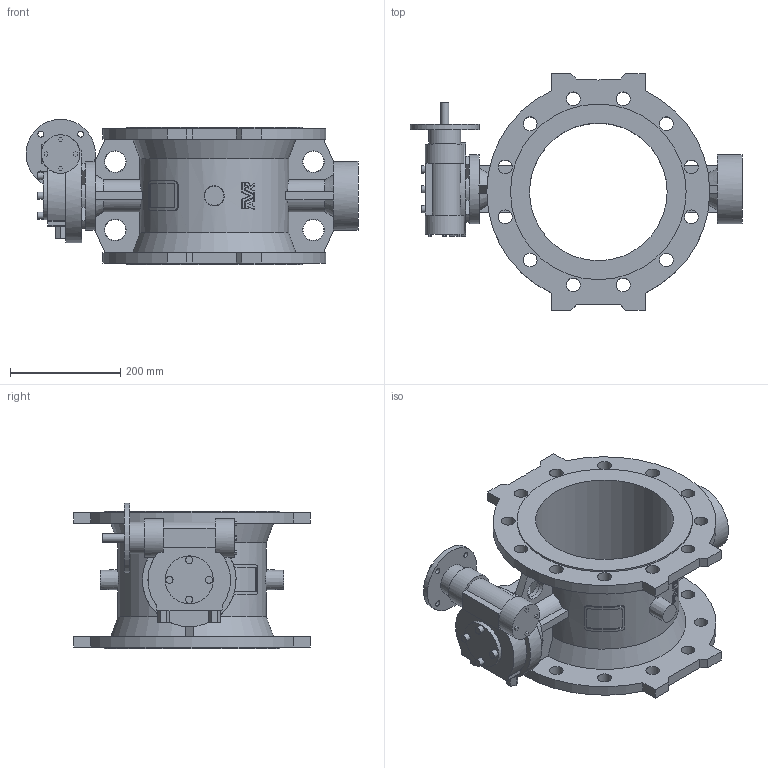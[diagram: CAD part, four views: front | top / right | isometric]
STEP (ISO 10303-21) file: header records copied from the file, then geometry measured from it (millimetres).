
FILE_DESCRIPTION (( 'STEP AP203' ), '1' );
FILE_NAME ('O_756_102_DN250_0XX_AA0_step.step', '2016-03-09T10:44:24', ( 'Windows User' ), ( 'AVK' ), 'SwSTEP 2.0', 'SolidWorks 2012', '' );
FILE_SCHEMA (( 'CONFIG_CONTROL_DESIGN' ));
Length unit declared in the file: millimetre
Products named in the file (1): O_756_102_DN250_0XX_AA0_step
Bounding box: 603 x 430 x 264 mm (x, y, z)
Volume: 8818957.5 mm3; surface area: 1011433.7 mm2
Topology: 1 solids, 1 shells, 427 faces, 1203 edges, 807 vertices
Faces by surface type: plane 236, bspline 86, cylinder 83, cone 22
Full cylindrical faces by diameter (mm): 10.5 x4, 13 x4, 15 x1, 25 x24, 58 x1, 70 x2, 87 x1, 125 x2, 126 x1, 170 x1, 250 x1, 319 x2
Entity records: 17756 total; most frequent: CARTESIAN_POINT 7566, ORIENTED_EDGE 2220, DIRECTION 1730, EDGE_CURVE 1110, VERTEX_POINT 768, LINE 616, VECTOR 616, EDGE_LOOP 576
